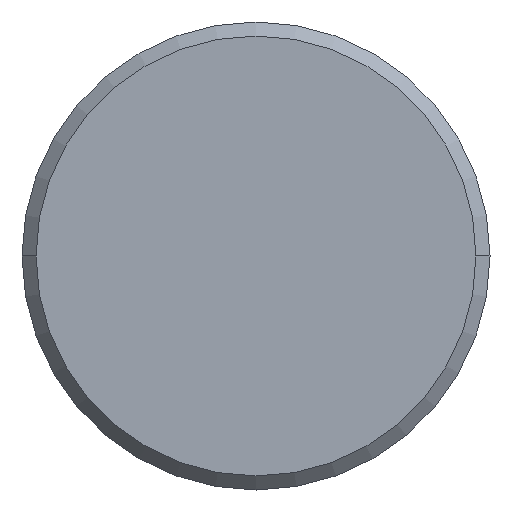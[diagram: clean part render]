
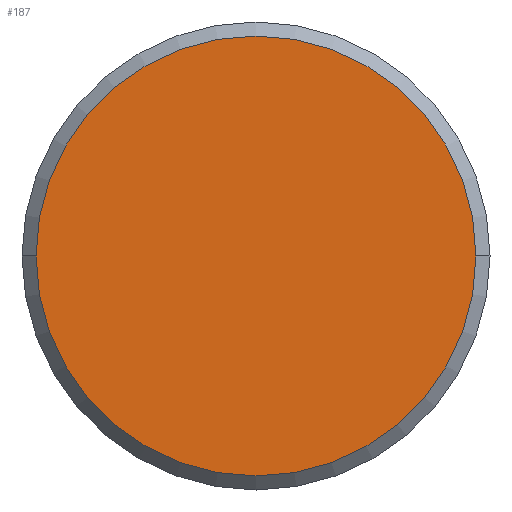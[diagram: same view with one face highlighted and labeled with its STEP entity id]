
A CAD part, left-side view. The second image highlights one B-rep face of the part: STEP entity #187.
In plain terms, the highlighted planar face has unit normal (-1, 0, 0).
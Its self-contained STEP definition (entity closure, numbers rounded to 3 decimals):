
#5 = CARTESIAN_POINT ( 'NONE',  ( -44., 4.7, 0. ) ) ;
#10 = AXIS2_PLACEMENT_3D ( 'NONE', #30, #194, #63 ) ;
#27 = CARTESIAN_POINT ( 'NONE',  ( -44., 0., 0. ) ) ;
#29 = EDGE_CURVE ( 'NONE', #308, #293, #168, .T. ) ;
#30 = CARTESIAN_POINT ( 'NONE',  ( -44., 0., 0. ) ) ;
#49 = CARTESIAN_POINT ( 'NONE',  ( -44., 0., 0. ) ) ;
#58 = DIRECTION ( 'NONE',  ( 0., 1., 0. ) ) ;
#63 = DIRECTION ( 'NONE',  ( 0., -1., 0. ) ) ;
#68 = AXIS2_PLACEMENT_3D ( 'NONE', #49, #204, #72 ) ;
#72 = DIRECTION ( 'NONE',  ( 0., 1., 0. ) ) ;
#120 = AXIS2_PLACEMENT_3D ( 'NONE', #27, #192, #58 ) ;
#132 = CARTESIAN_POINT ( 'NONE',  ( -44., -4.7, 0. ) ) ;
#145 = ORIENTED_EDGE ( 'NONE', *, *, #259, .F. ) ;
#155 = EDGE_LOOP ( 'NONE', ( #145, #250 ) ) ;
#168 = CIRCLE ( 'NONE', #120, 4.7 ) ;
#187 = ADVANCED_FACE ( 'NONE', ( #209 ), #300, .T. ) ;
#192 = DIRECTION ( 'NONE',  ( 1., 0., 0. ) ) ;
#194 = DIRECTION ( 'NONE',  ( -1., 0., 0. ) ) ;
#204 = DIRECTION ( 'NONE',  ( 1., 0., 0. ) ) ;
#209 = FACE_OUTER_BOUND ( 'NONE', #155, .T. ) ;
#250 = ORIENTED_EDGE ( 'NONE', *, *, #29, .F. ) ;
#259 = EDGE_CURVE ( 'NONE', #293, #308, #278, .T. ) ;
#278 = CIRCLE ( 'NONE', #68, 4.7 ) ;
#293 = VERTEX_POINT ( 'NONE', #5 ) ;
#300 = PLANE ( 'NONE',  #10 ) ;
#308 = VERTEX_POINT ( 'NONE', #132 ) ;
